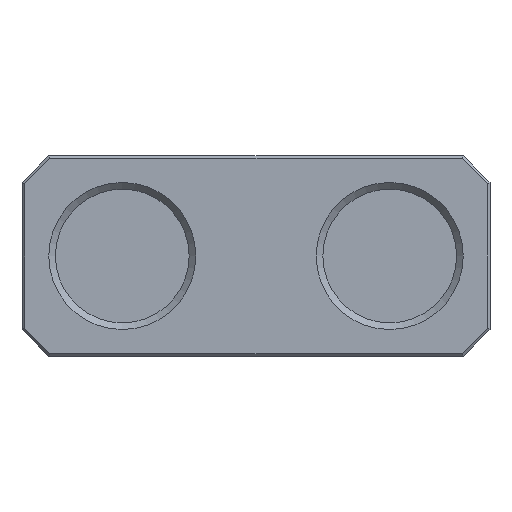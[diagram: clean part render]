
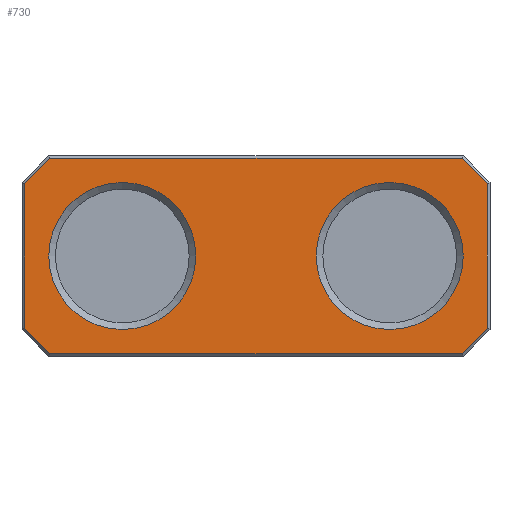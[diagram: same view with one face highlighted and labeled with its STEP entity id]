
A CAD part, front view. The second image highlights one B-rep face of the part: STEP entity #730.
In plain terms, the highlighted planar face has unit normal (0, -1, 0).
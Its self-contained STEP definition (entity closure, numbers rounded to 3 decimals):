
#23=FACE_BOUND('',#97,.T.);
#24=FACE_BOUND('',#98,.T.);
#30=CIRCLE('',#796,5.5);
#31=CIRCLE('',#797,5.5);
#52=FACE_OUTER_BOUND('',#96,.T.);
#96=EDGE_LOOP('',(#527,#528,#529,#530,#531,#532,#533,#534));
#97=EDGE_LOOP('',(#535));
#98=EDGE_LOOP('',(#536));
#163=LINE('',#1124,#247);
#164=LINE('',#1126,#248);
#165=LINE('',#1128,#249);
#166=LINE('',#1130,#250);
#167=LINE('',#1132,#251);
#168=LINE('',#1134,#252);
#169=LINE('',#1136,#253);
#170=LINE('',#1137,#254);
#247=VECTOR('',#904,1000.);
#248=VECTOR('',#905,1000.);
#249=VECTOR('',#906,1000.);
#250=VECTOR('',#907,1000.);
#251=VECTOR('',#908,1000.);
#252=VECTOR('',#909,1000.);
#253=VECTOR('',#910,1000.);
#254=VECTOR('',#911,1000.);
#338=VERTEX_POINT('',#1122);
#339=VERTEX_POINT('',#1123);
#340=VERTEX_POINT('',#1125);
#341=VERTEX_POINT('',#1127);
#342=VERTEX_POINT('',#1129);
#343=VERTEX_POINT('',#1131);
#344=VERTEX_POINT('',#1133);
#345=VERTEX_POINT('',#1135);
#346=VERTEX_POINT('',#1138);
#347=VERTEX_POINT('',#1140);
#411=EDGE_CURVE('',#338,#339,#163,.T.);
#412=EDGE_CURVE('',#339,#340,#164,.T.);
#413=EDGE_CURVE('',#340,#341,#165,.T.);
#414=EDGE_CURVE('',#341,#342,#166,.T.);
#415=EDGE_CURVE('',#342,#343,#167,.T.);
#416=EDGE_CURVE('',#343,#344,#168,.T.);
#417=EDGE_CURVE('',#344,#345,#169,.T.);
#418=EDGE_CURVE('',#345,#338,#170,.T.);
#419=EDGE_CURVE('',#346,#346,#30,.T.);
#420=EDGE_CURVE('',#347,#347,#31,.T.);
#527=ORIENTED_EDGE('',*,*,#411,.T.);
#528=ORIENTED_EDGE('',*,*,#412,.T.);
#529=ORIENTED_EDGE('',*,*,#413,.T.);
#530=ORIENTED_EDGE('',*,*,#414,.T.);
#531=ORIENTED_EDGE('',*,*,#415,.T.);
#532=ORIENTED_EDGE('',*,*,#416,.T.);
#533=ORIENTED_EDGE('',*,*,#417,.T.);
#534=ORIENTED_EDGE('',*,*,#418,.T.);
#535=ORIENTED_EDGE('',*,*,#419,.T.);
#536=ORIENTED_EDGE('',*,*,#420,.T.);
#695=PLANE('',#795);
#730=ADVANCED_FACE('',(#52,#23,#24),#695,.F.);
#795=AXIS2_PLACEMENT_3D('',#1121,#902,#903);
#796=AXIS2_PLACEMENT_3D('',#1139,#912,#913);
#797=AXIS2_PLACEMENT_3D('',#1141,#914,#915);
#902=DIRECTION('center_axis',(0.,1.,0.));
#903=DIRECTION('ref_axis',(0.,0.,1.));
#904=DIRECTION('',(0.,0.,1.));
#905=DIRECTION('',(-0.707,0.,0.707));
#906=DIRECTION('',(-1.,0.,0.));
#907=DIRECTION('',(-0.707,0.,-0.707));
#908=DIRECTION('',(0.,0.,-1.));
#909=DIRECTION('',(0.707,0.,-0.707));
#910=DIRECTION('',(1.,0.,0.));
#911=DIRECTION('',(0.707,0.,0.707));
#912=DIRECTION('center_axis',(0.,1.,0.));
#913=DIRECTION('ref_axis',(0.,0.,1.));
#914=DIRECTION('center_axis',(0.,1.,0.));
#915=DIRECTION('ref_axis',(0.,0.,1.));
#1121=CARTESIAN_POINT('Origin',(17.5,-9.5,0.));
#1122=CARTESIAN_POINT('',(17.3,-9.5,-5.417));
#1123=CARTESIAN_POINT('',(17.3,-9.5,5.417));
#1124=CARTESIAN_POINT('',(17.3,-9.5,5.5));
#1125=CARTESIAN_POINT('',(15.417,-9.5,7.3));
#1126=CARTESIAN_POINT('',(15.359,-9.5,7.359));
#1127=CARTESIAN_POINT('',(-15.417,-9.5,7.3));
#1128=CARTESIAN_POINT('',(-15.5,-9.5,7.3));
#1129=CARTESIAN_POINT('',(-17.3,-9.5,5.417));
#1130=CARTESIAN_POINT('',(-17.359,-9.5,5.359));
#1131=CARTESIAN_POINT('',(-17.3,-9.5,-5.417));
#1132=CARTESIAN_POINT('',(-17.3,-9.5,0.));
#1133=CARTESIAN_POINT('',(-15.417,-9.5,-7.3));
#1134=CARTESIAN_POINT('',(-15.359,-9.5,-7.359));
#1135=CARTESIAN_POINT('',(15.417,-9.5,-7.3));
#1136=CARTESIAN_POINT('',(15.5,-9.5,-7.3));
#1137=CARTESIAN_POINT('',(17.359,-9.5,-5.359));
#1138=CARTESIAN_POINT('',(10.,-9.5,5.5));
#1139=CARTESIAN_POINT('Origin',(10.,-9.5,0.));
#1140=CARTESIAN_POINT('',(-10.,-9.5,5.5));
#1141=CARTESIAN_POINT('Origin',(-10.,-9.5,0.));
